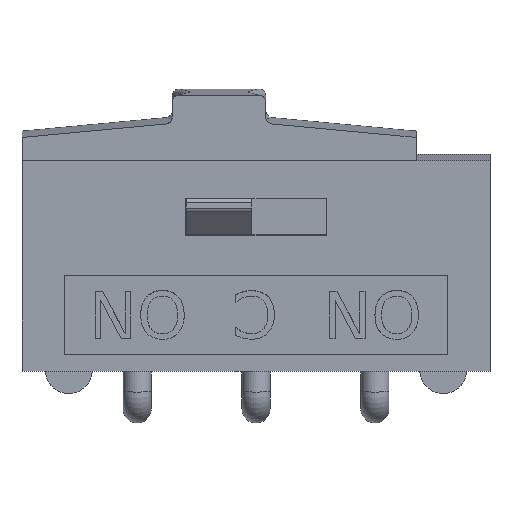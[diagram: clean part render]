
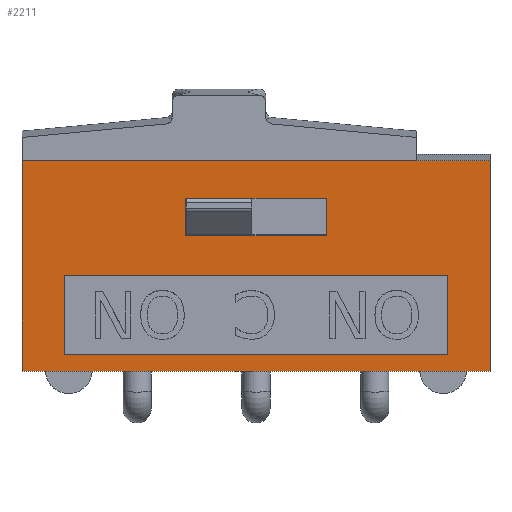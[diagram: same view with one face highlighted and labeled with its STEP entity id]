
A CAD part, top view. The second image highlights one B-rep face of the part: STEP entity #2211.
In plain terms, the highlighted face is planar.
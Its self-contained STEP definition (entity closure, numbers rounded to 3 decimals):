
#96=FACE_BOUND('',#349,.T.);
#97=FACE_BOUND('',#350,.T.);
#211=FACE_OUTER_BOUND('',#348,.T.);
#348=EDGE_LOOP('',(#1667,#1668,#1669,#1670));
#349=EDGE_LOOP('',(#1671,#1672,#1673,#1674));
#350=EDGE_LOOP('',(#1675,#1676,#1677,#1678));
#517=LINE('',#3491,#748);
#529=LINE('',#3522,#760);
#537=LINE('',#3539,#768);
#541=LINE('',#3547,#772);
#544=LINE('',#3553,#775);
#547=LINE('',#3558,#778);
#549=LINE('',#3561,#780);
#550=LINE('',#3562,#781);
#551=LINE('',#3565,#782);
#552=LINE('',#3567,#783);
#553=LINE('',#3569,#784);
#554=LINE('',#3570,#785);
#748=VECTOR('',#2691,1.);
#760=VECTOR('',#2711,1.);
#768=VECTOR('',#2721,1.);
#772=VECTOR('',#2727,1.);
#775=VECTOR('',#2732,1.);
#778=VECTOR('',#2737,1.);
#780=VECTOR('',#2741,1.);
#781=VECTOR('',#2742,1.);
#782=VECTOR('',#2743,1.);
#783=VECTOR('',#2744,1.);
#784=VECTOR('',#2745,1.);
#785=VECTOR('',#2746,1.);
#969=VERTEX_POINT('',#3489);
#970=VERTEX_POINT('',#3490);
#984=VERTEX_POINT('',#3520);
#985=VERTEX_POINT('',#3521);
#992=VERTEX_POINT('',#3537);
#993=VERTEX_POINT('',#3538);
#996=VERTEX_POINT('',#3546);
#998=VERTEX_POINT('',#3552);
#1000=VERTEX_POINT('',#3563);
#1001=VERTEX_POINT('',#3564);
#1002=VERTEX_POINT('',#3566);
#1003=VERTEX_POINT('',#3568);
#1210=EDGE_CURVE('',#969,#970,#517,.T.);
#1225=EDGE_CURVE('',#984,#985,#529,.T.);
#1233=EDGE_CURVE('',#992,#993,#537,.T.);
#1237=EDGE_CURVE('',#993,#996,#541,.T.);
#1240=EDGE_CURVE('',#996,#998,#544,.T.);
#1243=EDGE_CURVE('',#998,#992,#547,.T.);
#1245=EDGE_CURVE('',#969,#985,#549,.T.);
#1246=EDGE_CURVE('',#984,#970,#550,.T.);
#1247=EDGE_CURVE('',#1000,#1001,#551,.T.);
#1248=EDGE_CURVE('',#1001,#1002,#552,.T.);
#1249=EDGE_CURVE('',#1002,#1003,#553,.T.);
#1250=EDGE_CURVE('',#1003,#1000,#554,.T.);
#1667=ORIENTED_EDGE('',*,*,#1210,.F.);
#1668=ORIENTED_EDGE('',*,*,#1245,.T.);
#1669=ORIENTED_EDGE('',*,*,#1225,.F.);
#1670=ORIENTED_EDGE('',*,*,#1246,.T.);
#1671=ORIENTED_EDGE('',*,*,#1247,.T.);
#1672=ORIENTED_EDGE('',*,*,#1248,.T.);
#1673=ORIENTED_EDGE('',*,*,#1249,.T.);
#1674=ORIENTED_EDGE('',*,*,#1250,.T.);
#1675=ORIENTED_EDGE('',*,*,#1233,.F.);
#1676=ORIENTED_EDGE('',*,*,#1243,.F.);
#1677=ORIENTED_EDGE('',*,*,#1240,.F.);
#1678=ORIENTED_EDGE('',*,*,#1237,.F.);
#2057=PLANE('',#2378);
#2211=ADVANCED_FACE('',(#211,#96,#97),#2057,.T.);
#2378=AXIS2_PLACEMENT_3D('',#3560,#2739,#2740);
#2691=DIRECTION('',(1.,0.,0.));
#2711=DIRECTION('',(-1.,0.,0.));
#2721=DIRECTION('',(0.,1.,0.));
#2727=DIRECTION('',(-1.,0.,0.));
#2732=DIRECTION('',(0.,-1.,0.));
#2737=DIRECTION('',(1.,0.,0.));
#2739=DIRECTION('center_axis',(0.,0.,1.));
#2740=DIRECTION('ref_axis',(1.,0.,0.));
#2741=DIRECTION('',(0.,-1.,0.));
#2742=DIRECTION('',(0.,1.,0.));
#2743=DIRECTION('',(1.,0.,0.));
#2744=DIRECTION('',(0.,-1.,0.));
#2745=DIRECTION('',(-1.,0.,0.));
#2746=DIRECTION('',(0.,1.,0.));
#3489=CARTESIAN_POINT('',(-5.,-0.9,2.51));
#3490=CARTESIAN_POINT('',(5.,-0.9,2.51));
#3491=CARTESIAN_POINT('',(-5.,-0.9,2.51));
#3520=CARTESIAN_POINT('',(5.,-5.4,2.51));
#3521=CARTESIAN_POINT('',(-5.,-5.4,2.51));
#3522=CARTESIAN_POINT('',(5.,-5.4,2.51));
#3537=CARTESIAN_POINT('',(1.5,-4.6,2.51));
#3538=CARTESIAN_POINT('',(1.5,-3.8,2.51));
#3539=CARTESIAN_POINT('',(1.5,-4.6,2.51));
#3546=CARTESIAN_POINT('',(-1.5,-3.8,2.51));
#3547=CARTESIAN_POINT('',(1.5,-3.8,2.51));
#3552=CARTESIAN_POINT('',(-1.5,-4.6,2.51));
#3553=CARTESIAN_POINT('',(-1.5,-3.8,2.51));
#3558=CARTESIAN_POINT('',(-1.5,-4.6,2.51));
#3560=CARTESIAN_POINT('Origin',(5.,-0.9,2.51));
#3561=CARTESIAN_POINT('',(-5.,-0.9,2.51));
#3562=CARTESIAN_POINT('',(5.,-5.4,2.51));
#3563=CARTESIAN_POINT('',(-4.1,-1.25,2.51));
#3564=CARTESIAN_POINT('',(4.1,-1.25,2.51));
#3565=CARTESIAN_POINT('',(-4.1,-1.25,2.51));
#3566=CARTESIAN_POINT('',(4.1,-2.95,2.51));
#3567=CARTESIAN_POINT('',(4.1,-1.25,2.51));
#3568=CARTESIAN_POINT('',(-4.1,-2.95,2.51));
#3569=CARTESIAN_POINT('',(4.1,-2.95,2.51));
#3570=CARTESIAN_POINT('',(-4.1,-2.95,2.51));
